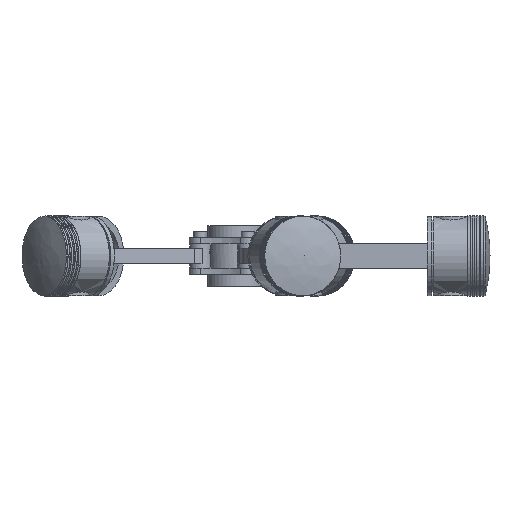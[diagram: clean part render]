
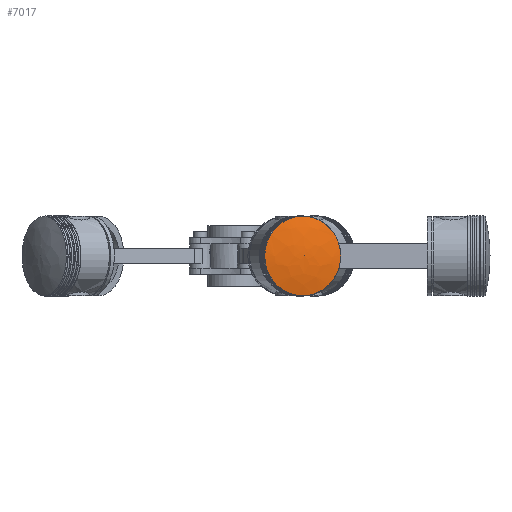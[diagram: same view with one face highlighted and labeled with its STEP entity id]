
A CAD part, front view. The second image highlights one B-rep face of the part: STEP entity #7017.
In plain terms, the highlighted free-form (B-spline) face has degree [2, 2] with [9, 3] control points.
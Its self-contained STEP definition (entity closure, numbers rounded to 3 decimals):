
#7017 = ADVANCED_FACE('',(#7018),#7041,.T.);
#7018 = FACE_BOUND('',#7019,.T.);
#7019 = EDGE_LOOP('',(#7020,#7032,#7040));
#7020 = ORIENTED_EDGE('',*,*,#7021,.T.);
#7021 = EDGE_CURVE('',#7022,#7022,#7024,.T.);
#7022 = VERTEX_POINT('',#7023);
#7023 = CARTESIAN_POINT('',(103.573,-330.796,
    -60.51));
#7024 = ( BOUNDED_CURVE() B_SPLINE_CURVE(2,(#7025,#7026,#7027,#7028,
#7029,#7030,#7031),.UNSPECIFIED.,.T.,.F.) B_SPLINE_CURVE_WITH_KNOTS((3,2
    ,2,3),(3.142,5.236,7.33,9.425),
.PIECEWISE_BEZIER_KNOTS.) CURVE() GEOMETRIC_REPRESENTATION_ITEM() 
RATIONAL_B_SPLINE_CURVE((1.,0.5,1.,0.5,1.,0.5,1.)) REPRESENTATION_ITEM(
  '') );
#7025 = CARTESIAN_POINT('',(103.573,-330.796,
    -60.51));
#7026 = CARTESIAN_POINT('',(203.799,-300.154,
    -60.51));
#7027 = CARTESIAN_POINT('',(153.686,-315.475,
    30.255));
#7028 = CARTESIAN_POINT('',(103.573,-330.796,
    121.019));
#7029 = CARTESIAN_POINT('',(53.46,-346.117,
    30.255));
#7030 = CARTESIAN_POINT('',(3.347,-361.438,
    -60.51));
#7031 = CARTESIAN_POINT('',(103.573,-330.796,
    -60.51));
#7032 = ORIENTED_EDGE('',*,*,#7033,.F.);
#7033 = EDGE_CURVE('',#7034,#7022,#7036,.T.);
#7034 = VERTEX_POINT('',#7035);
#7035 = CARTESIAN_POINT('',(105.759,-337.945,
    0.));
#7036 = ( BOUNDED_CURVE() B_SPLINE_CURVE(2,(#7037,#7038,#7039),
.UNSPECIFIED.,.F.,.F.) B_SPLINE_CURVE_WITH_KNOTS((3,3),(4.712,
4.958),.PIECEWISE_BEZIER_KNOTS.) CURVE() 
GEOMETRIC_REPRESENTATION_ITEM() RATIONAL_B_SPLINE_CURVE((1.,
0.992,1.)) REPRESENTATION_ITEM('') );
#7037 = CARTESIAN_POINT('',(105.759,-337.945,
    0.));
#7038 = CARTESIAN_POINT('',(105.759,-337.945,
    -30.717));
#7039 = CARTESIAN_POINT('',(103.573,-330.796,
    -60.51));
#7040 = ORIENTED_EDGE('',*,*,#7033,.T.);
#7041 = ( BOUNDED_SURFACE() B_SPLINE_SURFACE(2,2,(
    (#7042,#7043,#7044)
    ,(#7045,#7046,#7047)
    ,(#7048,#7049,#7050)
    ,(#7051,#7052,#7053)
    ,(#7054,#7055,#7056)
    ,(#7057,#7058,#7059)
    ,(#7060,#7061,#7062)
    ,(#7063,#7064,#7065)
    ,(#7066,#7067,#7068
)),.UNSPECIFIED.,.T.,.F.,.F.) B_SPLINE_SURFACE_WITH_KNOTS((3,2,2,2,3),(3
    ,3),(3.142,4.189,6.283,8.378,
    9.425),(1.325,1.571),.UNSPECIFIED.) 
GEOMETRIC_REPRESENTATION_ITEM() RATIONAL_B_SPLINE_SURFACE((
    (0.75,0.744,0.75)
    ,(0.75,0.744,0.75)
    ,(1.,0.992,1.)
    ,(0.5,0.496,0.5)
    ,(1.,0.992,1.)
    ,(0.5,0.496,0.5)
    ,(1.,0.992,1.)
    ,(0.75,0.744,0.75)
,(0.75,0.744,0.75))) REPRESENTATION_ITEM('') SURFACE() );
#7042 = CARTESIAN_POINT('',(103.573,-330.796,
    -60.51));
#7043 = CARTESIAN_POINT('',(105.759,-337.945,
    -30.717));
#7044 = CARTESIAN_POINT('',(105.759,-337.945,
    0.));
#7045 = CARTESIAN_POINT('',(136.981,-320.582,
    -60.51));
#7046 = CARTESIAN_POINT('',(122.718,-332.76,
    -30.717));
#7047 = CARTESIAN_POINT('',(105.759,-337.945,
    0.));
#7048 = CARTESIAN_POINT('',(153.686,-315.475,
    -30.255));
#7049 = CARTESIAN_POINT('',(131.198,-330.168,
    -15.358));
#7050 = CARTESIAN_POINT('',(105.759,-337.945,
    0.));
#7051 = CARTESIAN_POINT('',(203.799,-300.154,
    60.51));
#7052 = CARTESIAN_POINT('',(156.637,-322.39,
    30.717));
#7053 = CARTESIAN_POINT('',(105.759,-337.945,
    0.));
#7054 = CARTESIAN_POINT('',(103.573,-330.796,
    60.51));
#7055 = CARTESIAN_POINT('',(105.759,-337.945,
    30.717));
#7056 = CARTESIAN_POINT('',(105.759,-337.945,
    0.));
#7057 = CARTESIAN_POINT('',(3.347,-361.438,
    60.51));
#7058 = CARTESIAN_POINT('',(54.88,-353.5,
    30.717));
#7059 = CARTESIAN_POINT('',(105.759,-337.945,
    0.));
#7060 = CARTESIAN_POINT('',(53.46,-346.117,
    -30.255));
#7061 = CARTESIAN_POINT('',(80.319,-345.723,
    -15.358));
#7062 = CARTESIAN_POINT('',(105.759,-337.945,
    0.));
#7063 = CARTESIAN_POINT('',(70.164,-341.01,
    -60.51));
#7064 = CARTESIAN_POINT('',(88.799,-343.13,
    -30.717));
#7065 = CARTESIAN_POINT('',(105.759,-337.945,
    0.));
#7066 = CARTESIAN_POINT('',(103.573,-330.796,
    -60.51));
#7067 = CARTESIAN_POINT('',(105.759,-337.945,
    -30.717));
#7068 = CARTESIAN_POINT('',(105.759,-337.945,
    0.));
